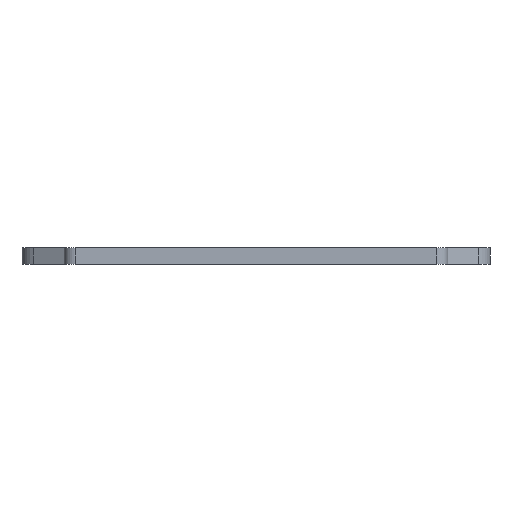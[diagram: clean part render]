
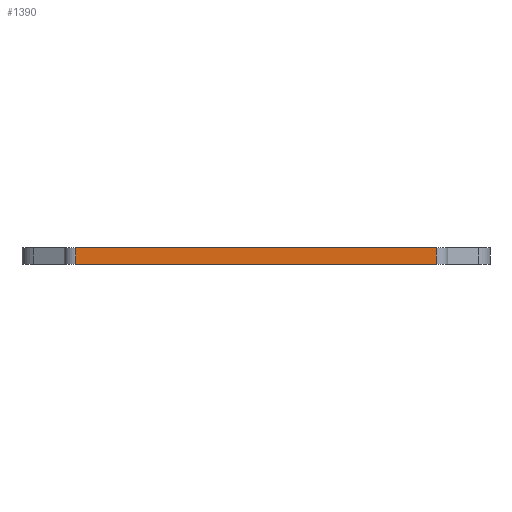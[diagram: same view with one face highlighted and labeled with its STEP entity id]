
A CAD part, left-side view. The second image highlights one B-rep face of the part: STEP entity #1390.
In plain terms, the highlighted planar face has unit normal (-1, 0, 0).
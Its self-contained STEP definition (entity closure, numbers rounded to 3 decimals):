
#16 = CARTESIAN_POINT ( 'NONE',  ( -23.5, 32., 0. ) ) ;
#174 = LINE ( 'NONE', #1517, #1473 ) ;
#183 = DIRECTION ( 'NONE',  ( 0., 0., -1. ) ) ;
#209 = VERTEX_POINT ( 'NONE', #690 ) ;
#234 = DIRECTION ( 'NONE',  ( 1., 0., 0. ) ) ;
#253 = VECTOR ( 'NONE', #1347, 1000. ) ;
#274 = ORIENTED_EDGE ( 'NONE', *, *, #1283, .T. ) ;
#375 = VECTOR ( 'NONE', #1904, 1000. ) ;
#402 = CARTESIAN_POINT ( 'NONE',  ( -23.5, -34., 0. ) ) ;
#438 = CARTESIAN_POINT ( 'NONE',  ( -23.5, -32., 0. ) ) ;
#508 = EDGE_LOOP ( 'NONE', ( #1504, #1355, #727, #274 ) ) ;
#550 = VERTEX_POINT ( 'NONE', #438 ) ;
#673 = FACE_OUTER_BOUND ( 'NONE', #508, .T. ) ;
#690 = CARTESIAN_POINT ( 'NONE',  ( -23.5, 32., 3. ) ) ;
#711 = EDGE_CURVE ( 'NONE', #550, #1803, #1865, .T. ) ;
#727 = ORIENTED_EDGE ( 'NONE', *, *, #1196, .F. ) ;
#766 = EDGE_CURVE ( 'NONE', #1695, #550, #1056, .T. ) ;
#913 = CARTESIAN_POINT ( 'NONE',  ( -23.5, -32., 3. ) ) ;
#1007 = DIRECTION ( 'NONE',  ( 0., -1., 0. ) ) ;
#1056 = LINE ( 'NONE', #402, #1802 ) ;
#1187 = AXIS2_PLACEMENT_3D ( 'NONE', #1863, #234, #1707 ) ;
#1196 = EDGE_CURVE ( 'NONE', #209, #1803, #1477, .T. ) ;
#1283 = EDGE_CURVE ( 'NONE', #209, #1695, #174, .T. ) ;
#1347 = DIRECTION ( 'NONE',  ( 0., 0., 1. ) ) ;
#1355 = ORIENTED_EDGE ( 'NONE', *, *, #711, .T. ) ;
#1390 = ADVANCED_FACE ( 'NONE', ( #673 ), #1568, .F. ) ;
#1473 = VECTOR ( 'NONE', #183, 1000. ) ;
#1477 = LINE ( 'NONE', #1613, #375 ) ;
#1493 = CARTESIAN_POINT ( 'NONE',  ( -23.5, -32., 3. ) ) ;
#1504 = ORIENTED_EDGE ( 'NONE', *, *, #766, .T. ) ;
#1517 = CARTESIAN_POINT ( 'NONE',  ( -23.5, 32., 3. ) ) ;
#1568 = PLANE ( 'NONE',  #1187 ) ;
#1613 = CARTESIAN_POINT ( 'NONE',  ( -23.5, -34., 3. ) ) ;
#1695 = VERTEX_POINT ( 'NONE', #16 ) ;
#1707 = DIRECTION ( 'NONE',  ( 0., 0., -1. ) ) ;
#1802 = VECTOR ( 'NONE', #1007, 1000. ) ;
#1803 = VERTEX_POINT ( 'NONE', #913 ) ;
#1863 = CARTESIAN_POINT ( 'NONE',  ( -23.5, -34., 3. ) ) ;
#1865 = LINE ( 'NONE', #1493, #253 ) ;
#1904 = DIRECTION ( 'NONE',  ( 0., -1., 0. ) ) ;
